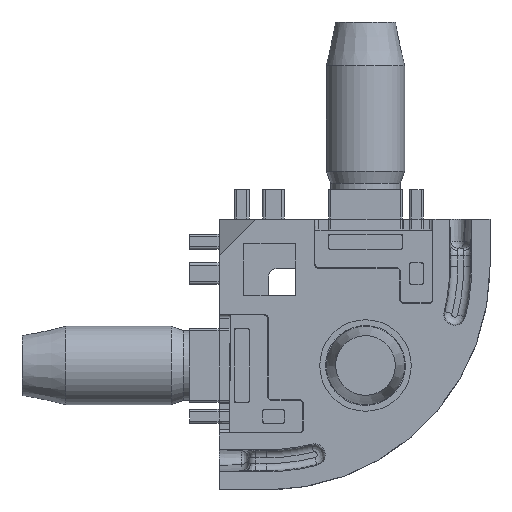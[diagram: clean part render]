
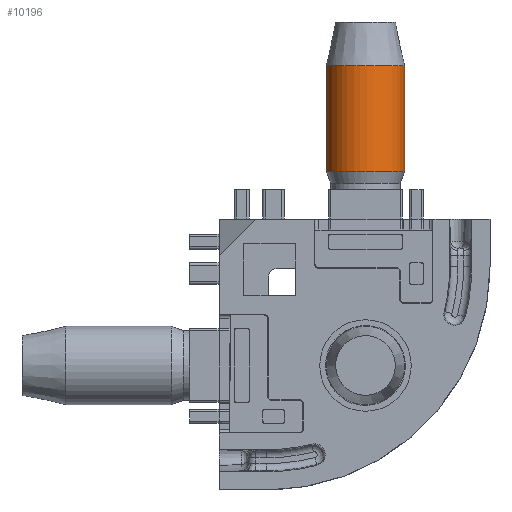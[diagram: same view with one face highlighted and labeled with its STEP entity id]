
A CAD part, front view. The second image highlights one B-rep face of the part: STEP entity #10196.
In plain terms, the highlighted cylindrical face has radius 5.35 mm (diameter 10.7 mm), a full revolution.
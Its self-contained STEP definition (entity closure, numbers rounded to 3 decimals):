
#990=FACE_OUTER_BOUND('',#1607,.T.);
#1607=EDGE_LOOP('',(#8663,#8664,#8665,#8666,#8667));
#2474=LINE('',#17993,#3386);
#3386=VECTOR('',#13758,5.35);
#4035=CIRCLE('',#11259,5.35);
#4036=CIRCLE('',#11260,5.35);
#4037=CIRCLE('',#11262,5.35);
#4839=VERTEX_POINT('',#17986);
#4840=VERTEX_POINT('',#17987);
#4841=VERTEX_POINT('',#17992);
#6176=EDGE_CURVE('',#4839,#4840,#4035,.T.);
#6177=EDGE_CURVE('',#4840,#4839,#4036,.T.);
#6179=EDGE_CURVE('',#4840,#4841,#2474,.T.);
#6180=EDGE_CURVE('',#4841,#4841,#4037,.T.);
#8663=ORIENTED_EDGE('',*,*,#6176,.F.);
#8664=ORIENTED_EDGE('',*,*,#6177,.F.);
#8665=ORIENTED_EDGE('',*,*,#6179,.T.);
#8666=ORIENTED_EDGE('',*,*,#6180,.T.);
#8667=ORIENTED_EDGE('',*,*,#6179,.F.);
#9757=CYLINDRICAL_SURFACE('',#11261,5.35);
#10196=ADVANCED_FACE('',(#990),#9757,.T.);
#11259=AXIS2_PLACEMENT_3D('',#17988,#13751,#13752);
#11260=AXIS2_PLACEMENT_3D('',#17989,#13753,#13754);
#11261=AXIS2_PLACEMENT_3D('',#17991,#13756,#13757);
#11262=AXIS2_PLACEMENT_3D('',#17994,#13759,#13760);
#13751=DIRECTION('center_axis',(0.,1.,0.));
#13752=DIRECTION('ref_axis',(0.,0.,1.));
#13753=DIRECTION('center_axis',(0.,1.,0.));
#13754=DIRECTION('ref_axis',(0.,0.,1.));
#13756=DIRECTION('center_axis',(0.,1.,0.));
#13757=DIRECTION('ref_axis',(0.,0.,1.));
#13758=DIRECTION('',(0.,-1.,0.));
#13759=DIRECTION('center_axis',(0.,1.,0.));
#13760=DIRECTION('ref_axis',(0.,0.,1.));
#17986=CARTESIAN_POINT('',(0.,-9.848,5.35));
#17987=CARTESIAN_POINT('',(0.,-9.848,-5.35));
#17988=CARTESIAN_POINT('Origin',(0.,-9.848,0.));
#17989=CARTESIAN_POINT('Origin',(0.,-9.848,0.));
#17991=CARTESIAN_POINT('Origin',(0.,12.105,0.));
#17992=CARTESIAN_POINT('',(0.,-24.2,-5.35));
#17993=CARTESIAN_POINT('',(0.,12.105,-5.35));
#17994=CARTESIAN_POINT('Origin',(0.,-24.2,0.));
